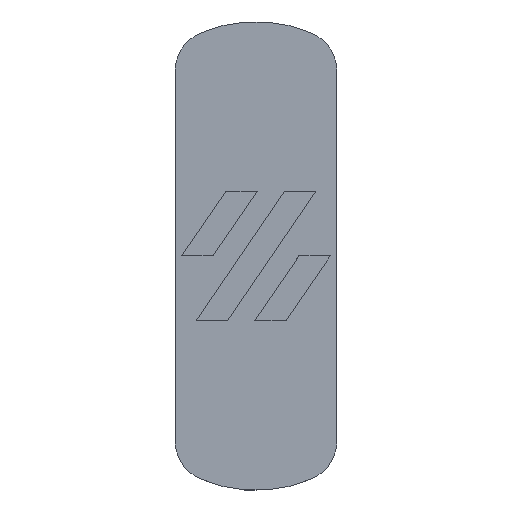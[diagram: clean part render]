
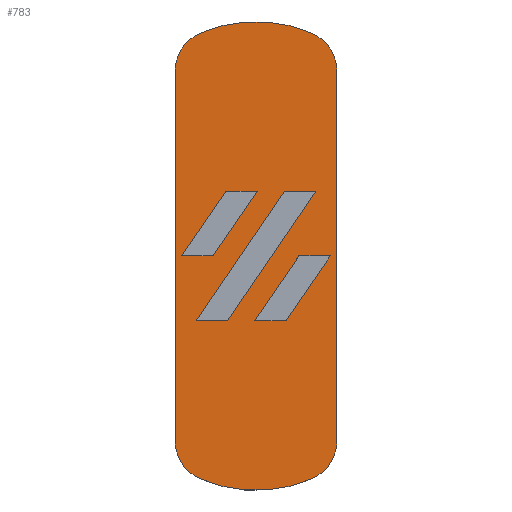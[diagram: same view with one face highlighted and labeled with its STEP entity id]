
A CAD part, top view. The second image highlights one B-rep face of the part: STEP entity #783.
In plain terms, the highlighted planar face has unit normal (0, 0, 1).
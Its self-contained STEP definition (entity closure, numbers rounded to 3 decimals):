
#24=FACE_BOUND('',#187,.T.);
#25=FACE_BOUND('',#188,.T.);
#26=FACE_BOUND('',#189,.T.);
#49=CIRCLE('',#825,4.);
#50=CIRCLE('',#827,13.456);
#51=CIRCLE('',#829,4.);
#74=CIRCLE('',#884,13.456);
#75=CIRCLE('',#886,4.);
#76=CIRCLE('',#889,4.);
#133=FACE_OUTER_BOUND('',#186,.T.);
#186=EDGE_LOOP('',(#690,#691,#692,#693,#694,#695,#696,#697));
#187=EDGE_LOOP('',(#698,#699,#700,#701));
#188=EDGE_LOOP('',(#702,#703,#704,#705));
#189=EDGE_LOOP('',(#706,#707,#708,#709));
#207=LINE('',#1199,#273);
#218=LINE('',#1266,#284);
#221=LINE('',#1272,#287);
#225=LINE('',#1280,#291);
#226=LINE('',#1282,#292);
#230=LINE('',#1291,#296);
#233=LINE('',#1297,#299);
#237=LINE('',#1305,#303);
#238=LINE('',#1307,#304);
#242=LINE('',#1316,#308);
#245=LINE('',#1322,#311);
#249=LINE('',#1330,#315);
#250=LINE('',#1332,#316);
#254=LINE('',#1352,#320);
#273=VECTOR('',#964,10.);
#284=VECTOR('',#1039,10.);
#287=VECTOR('',#1044,10.);
#291=VECTOR('',#1052,10.);
#292=VECTOR('',#1055,10.);
#296=VECTOR('',#1061,10.);
#299=VECTOR('',#1066,10.);
#303=VECTOR('',#1074,10.);
#304=VECTOR('',#1077,10.);
#308=VECTOR('',#1083,10.);
#311=VECTOR('',#1088,10.);
#315=VECTOR('',#1096,10.);
#316=VECTOR('',#1099,10.);
#320=VECTOR('',#1125,10.);
#338=VERTEX_POINT('',#1183);
#339=VERTEX_POINT('',#1185);
#340=VERTEX_POINT('',#1189);
#341=VERTEX_POINT('',#1193);
#342=VERTEX_POINT('',#1197);
#363=VERTEX_POINT('',#1259);
#366=VERTEX_POINT('',#1264);
#368=VERTEX_POINT('',#1269);
#370=VERTEX_POINT('',#1278);
#372=VERTEX_POINT('',#1285);
#374=VERTEX_POINT('',#1289);
#375=VERTEX_POINT('',#1293);
#378=VERTEX_POINT('',#1303);
#379=VERTEX_POINT('',#1309);
#382=VERTEX_POINT('',#1314);
#384=VERTEX_POINT('',#1319);
#386=VERTEX_POINT('',#1328);
#389=VERTEX_POINT('',#1343);
#390=VERTEX_POINT('',#1345);
#391=VERTEX_POINT('',#1351);
#417=EDGE_CURVE('',#339,#338,#49,.T.);
#420=EDGE_CURVE('',#338,#340,#50,.T.);
#422=EDGE_CURVE('',#340,#341,#51,.T.);
#424=EDGE_CURVE('',#341,#342,#207,.T.);
#455=EDGE_CURVE('',#363,#366,#218,.T.);
#458=EDGE_CURVE('',#368,#363,#221,.T.);
#462=EDGE_CURVE('',#366,#370,#225,.T.);
#463=EDGE_CURVE('',#370,#368,#226,.T.);
#467=EDGE_CURVE('',#372,#374,#230,.T.);
#470=EDGE_CURVE('',#375,#372,#233,.T.);
#474=EDGE_CURVE('',#374,#378,#237,.T.);
#475=EDGE_CURVE('',#378,#375,#238,.T.);
#479=EDGE_CURVE('',#379,#382,#242,.T.);
#482=EDGE_CURVE('',#384,#379,#245,.T.);
#486=EDGE_CURVE('',#382,#386,#249,.T.);
#487=EDGE_CURVE('',#386,#384,#250,.T.);
#492=EDGE_CURVE('',#390,#389,#74,.T.);
#494=EDGE_CURVE('',#342,#390,#75,.T.);
#495=EDGE_CURVE('',#391,#339,#254,.T.);
#497=EDGE_CURVE('',#389,#391,#76,.T.);
#690=ORIENTED_EDGE('',*,*,#497,.T.);
#691=ORIENTED_EDGE('',*,*,#495,.T.);
#692=ORIENTED_EDGE('',*,*,#417,.T.);
#693=ORIENTED_EDGE('',*,*,#420,.T.);
#694=ORIENTED_EDGE('',*,*,#422,.T.);
#695=ORIENTED_EDGE('',*,*,#424,.T.);
#696=ORIENTED_EDGE('',*,*,#494,.T.);
#697=ORIENTED_EDGE('',*,*,#492,.T.);
#698=ORIENTED_EDGE('',*,*,#455,.T.);
#699=ORIENTED_EDGE('',*,*,#462,.T.);
#700=ORIENTED_EDGE('',*,*,#463,.T.);
#701=ORIENTED_EDGE('',*,*,#458,.T.);
#702=ORIENTED_EDGE('',*,*,#467,.T.);
#703=ORIENTED_EDGE('',*,*,#474,.T.);
#704=ORIENTED_EDGE('',*,*,#475,.T.);
#705=ORIENTED_EDGE('',*,*,#470,.T.);
#706=ORIENTED_EDGE('',*,*,#479,.T.);
#707=ORIENTED_EDGE('',*,*,#486,.T.);
#708=ORIENTED_EDGE('',*,*,#487,.T.);
#709=ORIENTED_EDGE('',*,*,#482,.T.);
#736=PLANE('',#890);
#783=ADVANCED_FACE('',(#133,#24,#25,#26),#736,.T.);
#825=AXIS2_PLACEMENT_3D('',#1186,#948,#949);
#827=AXIS2_PLACEMENT_3D('',#1191,#954,#955);
#829=AXIS2_PLACEMENT_3D('',#1195,#959,#960);
#884=AXIS2_PLACEMENT_3D('',#1346,#1116,#1117);
#886=AXIS2_PLACEMENT_3D('',#1349,#1121,#1122);
#889=AXIS2_PLACEMENT_3D('',#1355,#1129,#1130);
#890=AXIS2_PLACEMENT_3D('',#1356,#1131,#1132);
#948=DIRECTION('center_axis',(0.,0.,1.));
#949=DIRECTION('ref_axis',(1.,0.,0.));
#954=DIRECTION('center_axis',(0.,0.,1.));
#955=DIRECTION('ref_axis',(0.397,0.918,0.));
#959=DIRECTION('center_axis',(0.,0.,1.));
#960=DIRECTION('ref_axis',(-0.397,0.918,0.));
#964=DIRECTION('',(0.,-1.,0.));
#1039=DIRECTION('',(0.563,0.827,0.));
#1044=DIRECTION('',(-1.,0.,0.));
#1052=DIRECTION('',(1.,0.,0.));
#1055=DIRECTION('',(-0.563,-0.827,0.));
#1061=DIRECTION('',(0.563,0.827,0.));
#1066=DIRECTION('',(-1.,0.,0.));
#1074=DIRECTION('',(1.,0.,0.));
#1077=DIRECTION('',(-0.563,-0.827,0.));
#1083=DIRECTION('',(-1.,0.,0.));
#1088=DIRECTION('',(-0.563,-0.827,0.));
#1096=DIRECTION('',(0.563,0.827,0.));
#1099=DIRECTION('',(1.,0.,0.));
#1116=DIRECTION('center_axis',(0.,0.,1.));
#1117=DIRECTION('ref_axis',(-0.397,-0.918,0.));
#1121=DIRECTION('center_axis',(0.,0.,1.));
#1122=DIRECTION('ref_axis',(-1.,0.,0.));
#1125=DIRECTION('',(0.,1.,0.));
#1129=DIRECTION('center_axis',(0.,0.,1.));
#1130=DIRECTION('ref_axis',(0.397,-0.918,0.));
#1131=DIRECTION('center_axis',(0.,0.,1.));
#1132=DIRECTION('ref_axis',(1.,0.,0.));
#1183=CARTESIAN_POINT('',(5.336,21.353,4.5));
#1185=CARTESIAN_POINT('',(7.75,17.681,4.5));
#1186=CARTESIAN_POINT('Origin',(3.75,17.681,4.5));
#1189=CARTESIAN_POINT('',(-5.336,21.353,4.5));
#1191=CARTESIAN_POINT('Origin',(0.,9.,
4.5));
#1193=CARTESIAN_POINT('',(-7.75,17.681,4.5));
#1195=CARTESIAN_POINT('Origin',(-3.75,17.681,4.5));
#1197=CARTESIAN_POINT('',(-7.75,-17.681,4.5));
#1199=CARTESIAN_POINT('',(-7.75,17.681,4.5));
#1259=CARTESIAN_POINT('',(-0.112,-6.199,4.5));
#1264=CARTESIAN_POINT('',(4.109,0.,4.5));
#1266=CARTESIAN_POINT('',(3.458,-0.956,4.5));
#1269=CARTESIAN_POINT('',(2.888,-6.199,4.5));
#1272=CARTESIAN_POINT('',(-0.056,-6.199,4.5));
#1278=CARTESIAN_POINT('',(7.109,0.,4.5));
#1280=CARTESIAN_POINT('',(3.554,0.,4.5));
#1282=CARTESIAN_POINT('',(3.872,-4.753,4.5));
#1285=CARTESIAN_POINT('',(-5.721,-6.199,4.5));
#1289=CARTESIAN_POINT('',(2.721,6.199,4.5));
#1291=CARTESIAN_POINT('',(0.848,3.449,4.5));
#1293=CARTESIAN_POINT('',(-2.721,-6.199,4.5));
#1297=CARTESIAN_POINT('',(-2.861,-6.199,4.5));
#1303=CARTESIAN_POINT('',(5.721,6.199,4.5));
#1305=CARTESIAN_POINT('',(2.861,6.199,4.5));
#1307=CARTESIAN_POINT('',(-0.848,-3.449,4.5));
#1309=CARTESIAN_POINT('',(-4.109,0.,4.5));
#1314=CARTESIAN_POINT('',(-7.109,0.,4.5));
#1316=CARTESIAN_POINT('',(-3.554,0.,4.5));
#1319=CARTESIAN_POINT('',(0.112,6.199,4.5));
#1322=CARTESIAN_POINT('',(-3.458,0.956,4.5));
#1328=CARTESIAN_POINT('',(-2.888,6.199,4.5));
#1330=CARTESIAN_POINT('',(-3.872,4.753,4.5));
#1332=CARTESIAN_POINT('',(0.056,6.199,4.5));
#1343=CARTESIAN_POINT('',(5.336,-21.353,4.5));
#1345=CARTESIAN_POINT('',(-5.336,-21.353,4.5));
#1346=CARTESIAN_POINT('Origin',(0.,-9.,4.5));
#1349=CARTESIAN_POINT('Origin',(-3.75,-17.681,4.5));
#1351=CARTESIAN_POINT('',(7.75,-17.681,4.5));
#1352=CARTESIAN_POINT('',(7.75,-17.681,4.5));
#1355=CARTESIAN_POINT('Origin',(3.75,-17.681,4.5));
#1356=CARTESIAN_POINT('Origin',(0.,0.,
4.5));
